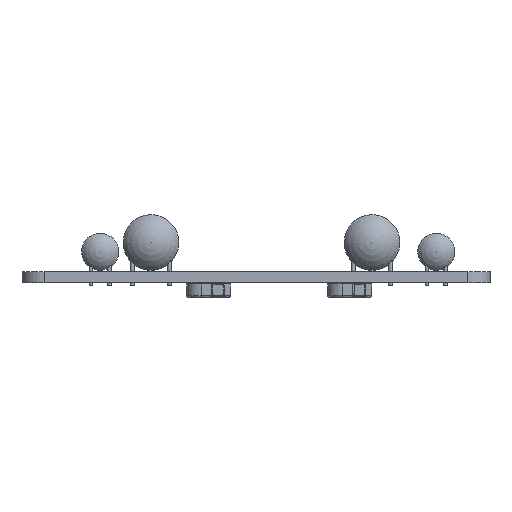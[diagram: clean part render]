
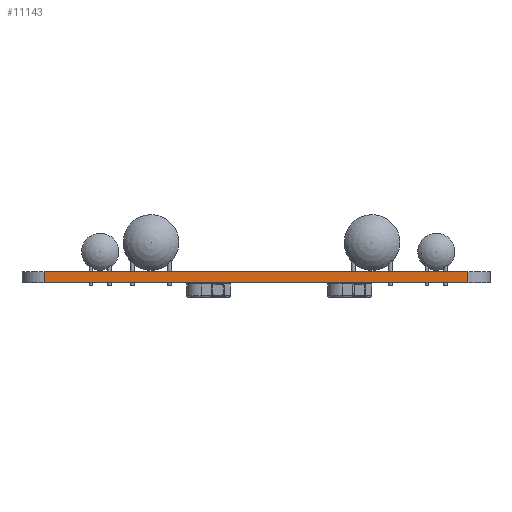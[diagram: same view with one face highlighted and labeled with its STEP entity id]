
A CAD part, left-side view. The second image highlights one B-rep face of the part: STEP entity #11143.
In plain terms, the highlighted planar face has unit normal (-1, 0, 0).
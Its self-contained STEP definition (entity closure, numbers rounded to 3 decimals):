
#8470 = VERTEX_POINT('',#8471);
#8471 = CARTESIAN_POINT('',(122.428,-78.438,0.));
#8478 = EDGE_CURVE('',#8479,#8470,#8481,.T.);
#8479 = VERTEX_POINT('',#8480);
#8480 = CARTESIAN_POINT('',(122.428,-135.557,0.));
#8481 = LINE('',#8482,#8483);
#8482 = CARTESIAN_POINT('',(122.428,-135.557,0.));
#8483 = VECTOR('',#8484,1.);
#8484 = DIRECTION('',(0.,1.,0.));
#9793 = VERTEX_POINT('',#9794);
#9794 = CARTESIAN_POINT('',(122.428,-78.438,1.51));
#9801 = EDGE_CURVE('',#9802,#9793,#9804,.T.);
#9802 = VERTEX_POINT('',#9803);
#9803 = CARTESIAN_POINT('',(122.428,-135.557,1.51));
#9804 = LINE('',#9805,#9806);
#9805 = CARTESIAN_POINT('',(122.428,-135.557,1.51));
#9806 = VECTOR('',#9807,1.);
#9807 = DIRECTION('',(0.,1.,0.));
#11113 = EDGE_CURVE('',#8470,#9793,#11114,.T.);
#11114 = LINE('',#11115,#11116);
#11115 = CARTESIAN_POINT('',(122.428,-78.438,0.));
#11116 = VECTOR('',#11117,1.);
#11117 = DIRECTION('',(0.,0.,1.));
#11143 = ADVANCED_FACE('',(#11144),#11155,.T.);
#11144 = FACE_BOUND('',#11145,.T.);
#11145 = EDGE_LOOP('',(#11146,#11152,#11153,#11154));
#11146 = ORIENTED_EDGE('',*,*,#11147,.T.);
#11147 = EDGE_CURVE('',#8479,#9802,#11148,.T.);
#11148 = LINE('',#11149,#11150);
#11149 = CARTESIAN_POINT('',(122.428,-135.557,0.));
#11150 = VECTOR('',#11151,1.);
#11151 = DIRECTION('',(0.,0.,1.));
#11152 = ORIENTED_EDGE('',*,*,#9801,.T.);
#11153 = ORIENTED_EDGE('',*,*,#11113,.F.);
#11154 = ORIENTED_EDGE('',*,*,#8478,.F.);
#11155 = PLANE('',#11156);
#11156 = AXIS2_PLACEMENT_3D('',#11157,#11158,#11159);
#11157 = CARTESIAN_POINT('',(122.428,-135.557,0.));
#11158 = DIRECTION('',(-1.,0.,0.));
#11159 = DIRECTION('',(0.,1.,0.));
